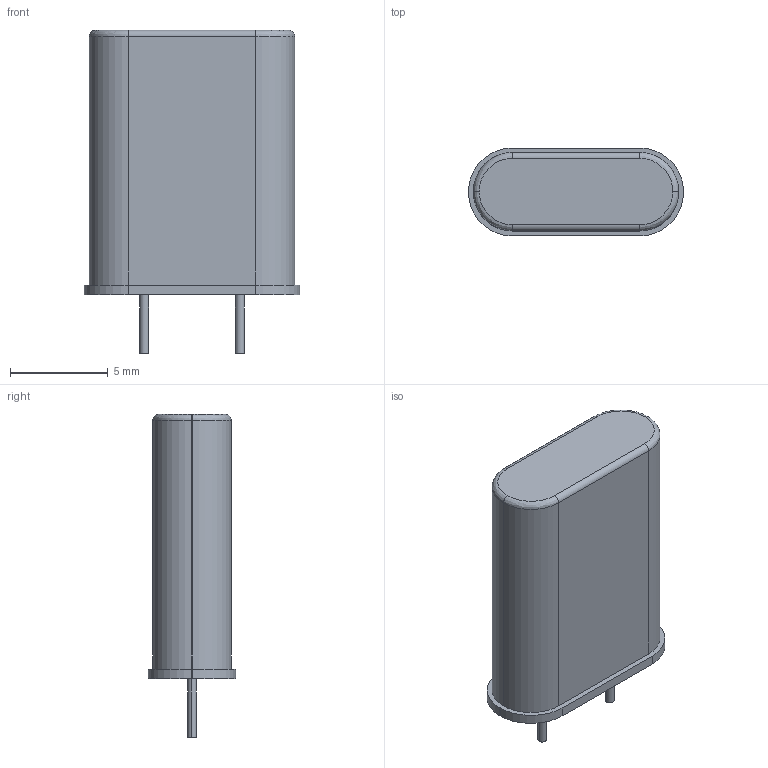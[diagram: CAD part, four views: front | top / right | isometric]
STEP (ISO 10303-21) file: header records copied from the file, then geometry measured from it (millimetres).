
FILE_DESCRIPTION (( 'STEP AP214' ), '1' );
FILE_NAME ('User Library-HC49U-1.STEP', '2014-03-04T15:05:30', ( 'Windows User' ), ( '' ), 'SwSTEP 2.0', 'SolidWorks 2014', '' );
FILE_SCHEMA (( 'AUTOMOTIVE_DESIGN' ));
Length unit declared in the file: millimetre
Products named in the file (3): User Library-HC49U-1_Fusion; User Library-HC49U-1_Fusion001; User Library-HC49U-1
Assembly tree (2 placements, depth 2):
  User Library-HC49U-1
    User Library-HC49U-1_Fusion001
    User Library-HC49U-1_Fusion
Bounding box: 10.98 x 4.49 x 16.5 mm (x, y, z)
Volume: 522.7 mm3; surface area: 441 mm2
Topology: 3 solids, 3 shells, 35 faces, 76 edges, 48 vertices
Faces by surface type: cylinder 16, plane 15, bspline 4
Entity records: 1557 total; most frequent: CARTESIAN_POINT 284, DIRECTION 176, ORIENTED_EDGE 152, EDGE_CURVE 76, AXIS2_PLACEMENT_3D 68, VERTEX_POINT 48, UNCERTAINTY_MEASURE_WITH_UNIT 43, MECHANICAL_DESIGN_GEOMETRIC_PRESENTATION_REPRESENTATION 40
